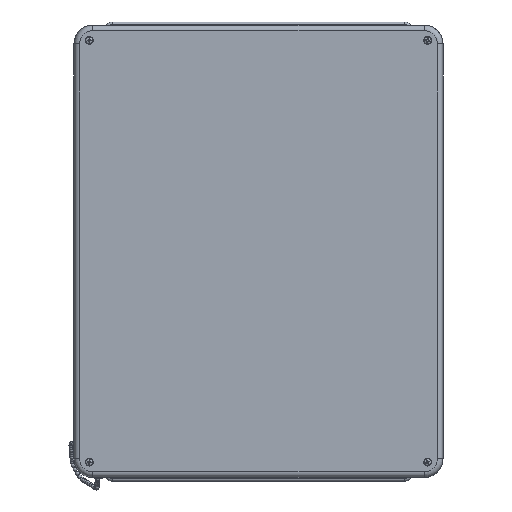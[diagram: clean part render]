
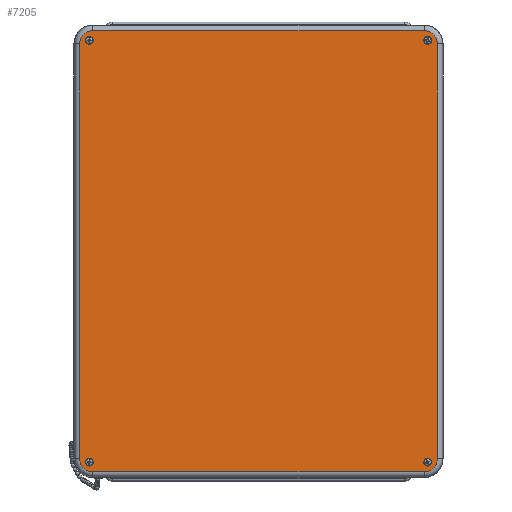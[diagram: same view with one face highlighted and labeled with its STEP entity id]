
A CAD part, top view. The second image highlights one B-rep face of the part: STEP entity #7205.
In plain terms, the highlighted planar face has unit normal (0, 0, 1).
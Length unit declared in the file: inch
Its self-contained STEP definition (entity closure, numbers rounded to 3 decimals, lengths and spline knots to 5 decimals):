
#550=LINE($,#12927,#866);
#552=LINE($,#12947,#868);
#555=LINE($,#12954,#871);
#557=LINE($,#12969,#873);
#866=VECTOR($,#9776,15.87027);
#868=VECTOR($,#9800,19.87027);
#871=VECTOR($,#9807,19.87027);
#873=VECTOR($,#9827,15.87027);
#1104=PLANE($,#8057);
#1284=FACE_BOUND($,#2437,.T.);
#1285=FACE_BOUND($,#2438,.T.);
#1286=FACE_BOUND($,#2439,.T.);
#1287=FACE_BOUND($,#2440,.T.);
#1867=FACE_OUTER_BOUND($,#2436,.T.);
#2436=EDGE_LOOP($,(#5935,#5936,#5937,#5938,#5939,#5940,#5941,#5942));
#2437=EDGE_LOOP($,(#5943));
#2438=EDGE_LOOP($,(#5944));
#2439=EDGE_LOOP($,(#5945));
#2440=EDGE_LOOP($,(#5946));
#3049=CIRCLE($,#7986,0.117);
#3051=CIRCLE($,#7989,0.117);
#3053=CIRCLE($,#7992,0.117);
#3055=CIRCLE($,#7995,0.117);
#3077=CIRCLE($,#8032,0.63646);
#3081=CIRCLE($,#8037,0.63646);
#3085=CIRCLE($,#8044,0.63646);
#3089=CIRCLE($,#8049,0.63646);
#3609=VERTEX_POINT($,#12838);
#3611=VERTEX_POINT($,#12843);
#3613=VERTEX_POINT($,#12848);
#3615=VERTEX_POINT($,#12853);
#3638=VERTEX_POINT($,#12924);
#3639=VERTEX_POINT($,#12926);
#3642=VERTEX_POINT($,#12933);
#3643=VERTEX_POINT($,#12938);
#3646=VERTEX_POINT($,#12945);
#3647=VERTEX_POINT($,#12950);
#3650=VERTEX_POINT($,#12957);
#3651=VERTEX_POINT($,#12962);
#4426=EDGE_CURVE($,#3609,#3609,#3049,.T.);
#4428=EDGE_CURVE($,#3611,#3611,#3051,.T.);
#4430=EDGE_CURVE($,#3613,#3613,#3053,.T.);
#4432=EDGE_CURVE($,#3615,#3615,#3055,.T.);
#4467=EDGE_CURVE($,#3638,#3639,#550,.T.);
#4471=EDGE_CURVE($,#3642,#3638,#3077,.T.);
#4475=EDGE_CURVE($,#3639,#3643,#3081,.T.);
#4477=EDGE_CURVE($,#3646,#3642,#552,.T.);
#4481=EDGE_CURVE($,#3643,#3647,#555,.T.);
#4483=EDGE_CURVE($,#3650,#3646,#3085,.T.);
#4487=EDGE_CURVE($,#3647,#3651,#3089,.T.);
#4489=EDGE_CURVE($,#3651,#3650,#557,.T.);
#5935=ORIENTED_EDGE($,*,*,#4467,.F.);
#5936=ORIENTED_EDGE($,*,*,#4471,.F.);
#5937=ORIENTED_EDGE($,*,*,#4477,.F.);
#5938=ORIENTED_EDGE($,*,*,#4483,.F.);
#5939=ORIENTED_EDGE($,*,*,#4489,.F.);
#5940=ORIENTED_EDGE($,*,*,#4487,.F.);
#5941=ORIENTED_EDGE($,*,*,#4481,.F.);
#5942=ORIENTED_EDGE($,*,*,#4475,.F.);
#5943=ORIENTED_EDGE($,*,*,#4426,.T.);
#5944=ORIENTED_EDGE($,*,*,#4428,.T.);
#5945=ORIENTED_EDGE($,*,*,#4430,.T.);
#5946=ORIENTED_EDGE($,*,*,#4432,.T.);
#7205=ADVANCED_FACE($,(#1867,#1284,#1285,#1286,#1287),#1104,.T.);
#7986=AXIS2_PLACEMENT_3D($,#12839,#9675,#9676);
#7989=AXIS2_PLACEMENT_3D($,#12844,#9681,#9682);
#7992=AXIS2_PLACEMENT_3D($,#12849,#9687,#9688);
#7995=AXIS2_PLACEMENT_3D($,#12854,#9693,#9694);
#8032=AXIS2_PLACEMENT_3D($,#12935,#9784,#9785);
#8037=AXIS2_PLACEMENT_3D($,#12942,#9794,#9795);
#8044=AXIS2_PLACEMENT_3D($,#12959,#9812,#9813);
#8049=AXIS2_PLACEMENT_3D($,#12966,#9822,#9823);
#8057=AXIS2_PLACEMENT_3D($,#12988,#9847,#9848);
#9675=DIRECTION('center_axis',(0.,0.,-1.));
#9676=DIRECTION('ref_axis',(1.,0.,0.));
#9681=DIRECTION('center_axis',(0.,0.,-1.));
#9682=DIRECTION('ref_axis',(1.,0.,0.));
#9687=DIRECTION('center_axis',(0.,0.,-1.));
#9688=DIRECTION('ref_axis',(1.,0.,0.));
#9693=DIRECTION('center_axis',(0.,0.,-1.));
#9694=DIRECTION('ref_axis',(1.,0.,0.));
#9776=DIRECTION($,(1.,0.,0.));
#9784=DIRECTION('center_axis',(0.,0.,-1.));
#9785=DIRECTION('ref_axis',(-0.707,0.707,0.));
#9794=DIRECTION('center_axis',(0.,0.,-1.));
#9795=DIRECTION('ref_axis',(0.707,0.707,0.));
#9800=DIRECTION($,(0.,1.,0.));
#9807=DIRECTION($,(0.,-1.,0.));
#9812=DIRECTION('center_axis',(0.,0.,-1.));
#9813=DIRECTION('ref_axis',(-0.707,-0.707,0.));
#9822=DIRECTION('center_axis',(0.,0.,-1.));
#9823=DIRECTION('ref_axis',(0.707,-0.707,0.));
#9827=DIRECTION($,(-1.,0.,0.));
#9847=DIRECTION('center_axis',(0.,0.,1.));
#9848=DIRECTION('ref_axis',(1.,0.,0.));
#12838=CARTESIAN_POINT('',(8.2185,-10.1015,0.8125));
#12839=CARTESIAN_POINT('Origin',(8.1015,-10.1015,0.8125));
#12843=CARTESIAN_POINT('',(8.2185,10.1015,0.8125));
#12844=CARTESIAN_POINT('Origin',(8.1015,10.1015,0.8125));
#12848=CARTESIAN_POINT('',(-7.9845,-10.1015,0.8125));
#12849=CARTESIAN_POINT('Origin',(-8.1015,-10.1015,0.8125));
#12853=CARTESIAN_POINT('',(-7.9845,10.1015,0.8125));
#12854=CARTESIAN_POINT('Origin',(-8.1015,10.1015,0.8125));
#12924=CARTESIAN_POINT('',(-7.93514,10.5716,0.8125));
#12926=CARTESIAN_POINT('',(7.93514,10.5716,0.8125));
#12927=CARTESIAN_POINT($,(-7.93514,10.5716,0.8125));
#12933=CARTESIAN_POINT('',(-8.5716,9.93514,0.8125));
#12935=CARTESIAN_POINT('Origin',(-7.93514,9.93514,0.8125));
#12938=CARTESIAN_POINT('',(8.5716,9.93514,0.8125));
#12942=CARTESIAN_POINT('Origin',(7.93514,9.93514,0.8125));
#12945=CARTESIAN_POINT('',(-8.5716,-9.93514,0.8125));
#12947=CARTESIAN_POINT($,(-8.5716,-9.93514,0.8125));
#12950=CARTESIAN_POINT('',(8.5716,-9.93514,0.8125));
#12954=CARTESIAN_POINT($,(8.5716,9.93514,0.8125));
#12957=CARTESIAN_POINT('',(-7.93514,-10.5716,0.8125));
#12959=CARTESIAN_POINT('Origin',(-7.93514,-9.93514,0.8125));
#12962=CARTESIAN_POINT('',(7.93514,-10.5716,0.8125));
#12966=CARTESIAN_POINT('Origin',(7.93514,-9.93514,0.8125));
#12969=CARTESIAN_POINT($,(7.93514,-10.5716,0.8125));
#12988=CARTESIAN_POINT('Origin',(0.,0.,0.8125));
